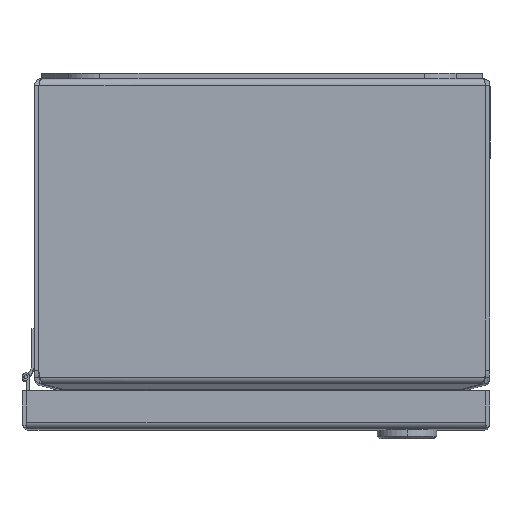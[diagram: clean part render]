
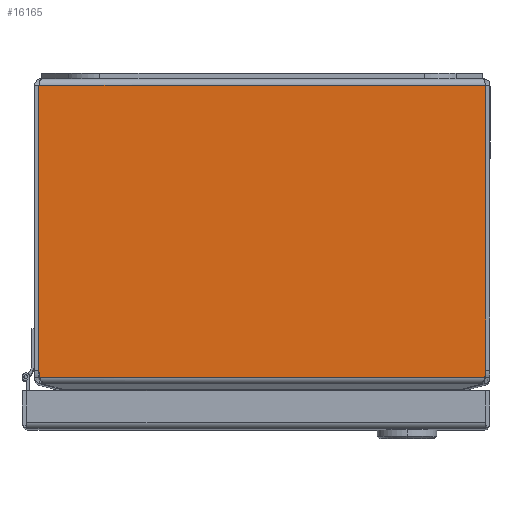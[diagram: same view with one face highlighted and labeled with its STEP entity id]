
A CAD part, top view. The second image highlights one B-rep face of the part: STEP entity #16165.
In plain terms, the highlighted planar face has unit normal (0, 0, 1).
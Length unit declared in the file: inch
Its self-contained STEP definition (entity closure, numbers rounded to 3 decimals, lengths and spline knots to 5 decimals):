
#853 = PLANE ( 'NONE',  #15407 ) ;
#1182 = VECTOR ( 'NONE', #6673, 39.37008 ) ;
#2159 = VERTEX_POINT ( 'NONE', #6046 ) ;
#2263 = FACE_OUTER_BOUND ( 'NONE', #5656, .T. ) ;
#2266 = CIRCLE ( 'NONE', #18795, 0.281 ) ;
#2424 = ORIENTED_EDGE ( 'NONE', *, *, #3132, .F. ) ;
#2959 = VECTOR ( 'NONE', #16668, 39.37008 ) ;
#3132 = EDGE_CURVE ( 'NONE', #10913, #20895, #20372, .T. ) ;
#4107 = ORIENTED_EDGE ( 'NONE', *, *, #14124, .F. ) ;
#5656 = EDGE_LOOP ( 'NONE', ( #2424, #4107, #12420, #8121, #19316, #6526 ) ) ;
#5705 = DIRECTION ( 'NONE',  ( -1., 0., 0. ) ) ;
#5933 = DIRECTION ( 'NONE',  ( -1., 0., 0. ) ) ;
#6046 = CARTESIAN_POINT ( 'NONE',  ( -2.94289, -3.83953, 6. ) ) ;
#6362 = DIRECTION ( 'NONE',  ( 0., 0., -1. ) ) ;
#6526 = ORIENTED_EDGE ( 'NONE', *, *, #12719, .F. ) ;
#6528 = VECTOR ( 'NONE', #9986, 39.37008 ) ;
#6673 = DIRECTION ( 'NONE',  ( -1., 0., 0. ) ) ;
#7417 = CARTESIAN_POINT ( 'NONE',  ( -2.66189, -3.83953, 6. ) ) ;
#7425 = DIRECTION ( 'NONE',  ( 0., 0., -1. ) ) ;
#7461 = EDGE_CURVE ( 'NONE', #2159, #9361, #15274, .T. ) ;
#7633 = AXIS2_PLACEMENT_3D ( 'NONE', #11205, #6362, #16371 ) ;
#8121 = ORIENTED_EDGE ( 'NONE', *, *, #7461, .F. ) ;
#8336 = CARTESIAN_POINT ( 'NONE',  ( -2.94289, -0.086, 6. ) ) ;
#8727 = VERTEX_POINT ( 'NONE', #15802 ) ;
#9361 = VERTEX_POINT ( 'NONE', #8336 ) ;
#9474 = CARTESIAN_POINT ( 'NONE',  ( -2.92653, -3.93401, 6. ) ) ;
#9898 = LINE ( 'NONE', #17880, #1182 ) ;
#9986 = DIRECTION ( 'NONE',  ( 0., 1., 0. ) ) ;
#10913 = VERTEX_POINT ( 'NONE', #16840 ) ;
#11205 = CARTESIAN_POINT ( 'NONE',  ( 2.66189, -3.83953, 6. ) ) ;
#11335 = CARTESIAN_POINT ( 'NONE',  ( 2.92653, -3.93401, 6. ) ) ;
#11366 = CARTESIAN_POINT ( 'NONE',  ( -2.914, -0.086, 6. ) ) ;
#12070 = VECTOR ( 'NONE', #16107, 39.37008 ) ;
#12420 = ORIENTED_EDGE ( 'NONE', *, *, #20595, .F. ) ;
#12719 = EDGE_CURVE ( 'NONE', #20895, #16384, #9898, .T. ) ;
#13864 = EDGE_CURVE ( 'NONE', #16384, #2159, #2266, .T. ) ;
#14124 = EDGE_CURVE ( 'NONE', #8727, #10913, #15364, .T. ) ;
#15274 = LINE ( 'NONE', #20028, #6528 ) ;
#15364 = LINE ( 'NONE', #18612, #2959 ) ;
#15407 = AXIS2_PLACEMENT_3D ( 'NONE', #20686, #7425, #5933 ) ;
#15802 = CARTESIAN_POINT ( 'NONE',  ( 2.94289, -0.086, 6. ) ) ;
#16107 = DIRECTION ( 'NONE',  ( 1., 0., 0. ) ) ;
#16165 = ADVANCED_FACE ( 'NONE', ( #2263 ), #853, .F. ) ;
#16371 = DIRECTION ( 'NONE',  ( 0., 1., 0. ) ) ;
#16384 = VERTEX_POINT ( 'NONE', #9474 ) ;
#16668 = DIRECTION ( 'NONE',  ( 0., -1., 0. ) ) ;
#16840 = CARTESIAN_POINT ( 'NONE',  ( 2.94289, -3.83953, 6. ) ) ;
#17540 = DIRECTION ( 'NONE',  ( 0., 0., -1. ) ) ;
#17641 = LINE ( 'NONE', #11366, #12070 ) ;
#17880 = CARTESIAN_POINT ( 'NONE',  ( 20.527, -3.93401, 6. ) ) ;
#18612 = CARTESIAN_POINT ( 'NONE',  ( 2.94289, 0., 6. ) ) ;
#18795 = AXIS2_PLACEMENT_3D ( 'NONE', #7417, #17540, #5705 ) ;
#19316 = ORIENTED_EDGE ( 'NONE', *, *, #13864, .F. ) ;
#20028 = CARTESIAN_POINT ( 'NONE',  ( -2.94289, 0., 6. ) ) ;
#20372 = CIRCLE ( 'NONE', #7633, 0.281 ) ;
#20595 = EDGE_CURVE ( 'NONE', #9361, #8727, #17641, .T. ) ;
#20686 = CARTESIAN_POINT ( 'NONE',  ( 20.527, 0., 6. ) ) ;
#20895 = VERTEX_POINT ( 'NONE', #11335 ) ;
